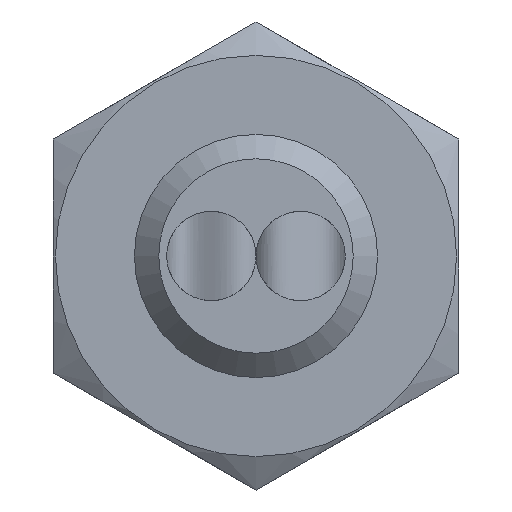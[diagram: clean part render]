
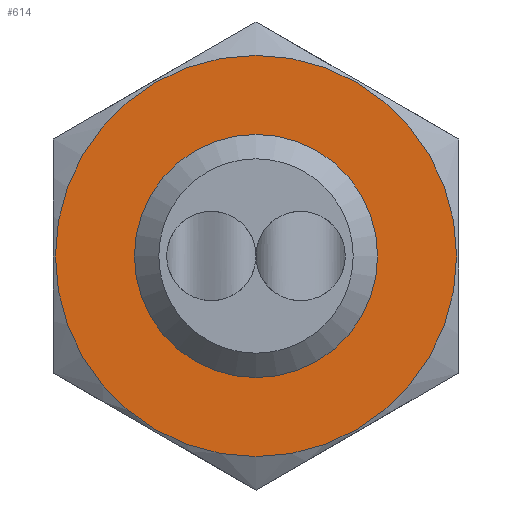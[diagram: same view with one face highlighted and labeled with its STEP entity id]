
A CAD part, front view. The second image highlights one B-rep face of the part: STEP entity #614.
In plain terms, the highlighted planar face has unit normal (0, -1, 0).
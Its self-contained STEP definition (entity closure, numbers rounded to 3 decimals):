
#28 = FACE_OUTER_BOUND ( 'NONE', #1225, .T. ) ;
#97 = AXIS2_PLACEMENT_3D ( 'NONE', #1460, #1340, #1019 ) ;
#614 = ADVANCED_FACE ( 'NONE', ( #28 ), #1016, .T. ) ;
#729 = CARTESIAN_POINT ( 'NONE',  ( -4.95, 3.374, 0. ) ) ;
#745 = EDGE_CURVE ( 'NONE', #973, #973, #1360, .T. ) ;
#835 = CARTESIAN_POINT ( 'NONE',  ( 0., 3.374, 0. ) ) ;
#840 = DIRECTION ( 'NONE',  ( -1., 0., 0. ) ) ;
#863 = ORIENTED_EDGE ( 'NONE', *, *, #745, .T. ) ;
#973 = VERTEX_POINT ( 'NONE', #729 ) ;
#1016 = PLANE ( 'NONE',  #97 ) ;
#1019 = DIRECTION ( 'NONE',  ( 1., 0., 0. ) ) ;
#1057 = DIRECTION ( 'NONE',  ( 0., -1., 0. ) ) ;
#1127 = AXIS2_PLACEMENT_3D ( 'NONE', #835, #1057, #840 ) ;
#1225 = EDGE_LOOP ( 'NONE', ( #863 ) ) ;
#1340 = DIRECTION ( 'NONE',  ( 0., -1., 0. ) ) ;
#1360 = CIRCLE ( 'NONE', #1127, 4.95 ) ;
#1460 = CARTESIAN_POINT ( 'NONE',  ( -5.152, 3.374, -5.148 ) ) ;
